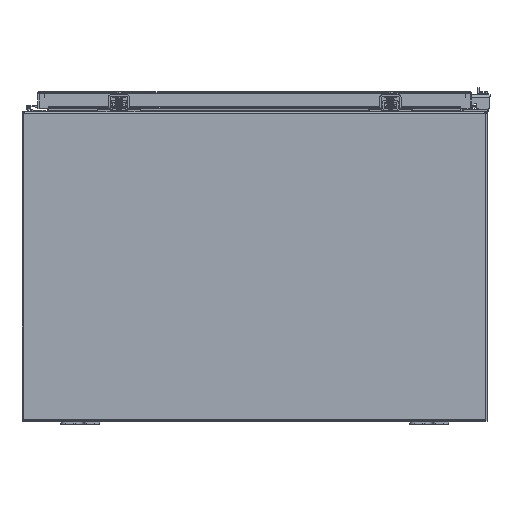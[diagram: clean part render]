
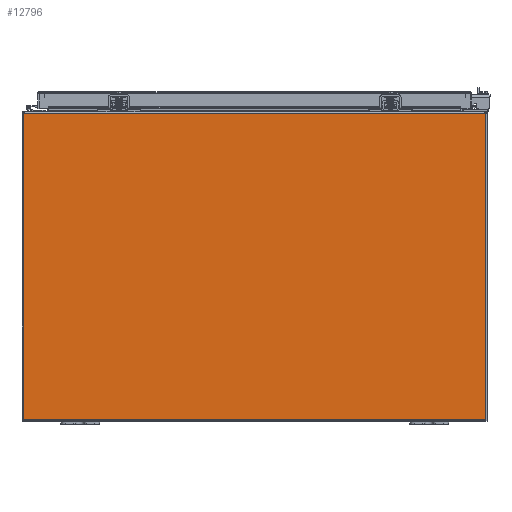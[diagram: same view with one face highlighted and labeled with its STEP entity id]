
A CAD part, front view. The second image highlights one B-rep face of the part: STEP entity #12796.
In plain terms, the highlighted planar face has unit normal (0, -1, 0).
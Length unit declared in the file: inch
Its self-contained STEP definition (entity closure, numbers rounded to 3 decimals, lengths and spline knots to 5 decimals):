
#1299=FACE_OUTER_BOUND('',#2011,.T.);
#2011=EDGE_LOOP('',(#8847,#8848,#8849,#8850,#8851,#8852));
#2747=LINE('',#18718,#3994);
#2761=LINE('',#18787,#4008);
#2835=LINE('',#19262,#4082);
#2871=LINE('',#19330,#4118);
#2877=LINE('',#19343,#4124);
#2882=LINE('',#19361,#4129);
#3994=VECTOR('',#14871,0.00601);
#4008=VECTOR('',#14895,0.00601);
#4082=VECTOR('',#15021,15.78525);
#4118=VECTOR('',#15111,23.8435);
#4124=VECTOR('',#15127,15.78525);
#4129=VECTOR('',#15150,23.852);
#5227=VERTEX_POINT('',#18656);
#5233=VERTEX_POINT('',#18707);
#5234=VERTEX_POINT('',#18717);
#5250=VERTEX_POINT('',#18785);
#5319=VERTEX_POINT('',#19261);
#5326=VERTEX_POINT('',#19341);
#6503=EDGE_CURVE('',#5234,#5227,#2747,.T.);
#6521=EDGE_CURVE('',#5233,#5250,#2761,.T.);
#6619=EDGE_CURVE('',#5234,#5319,#2835,.T.);
#6655=EDGE_CURVE('',#5227,#5233,#2871,.T.);
#6661=EDGE_CURVE('',#5326,#5250,#2877,.T.);
#6670=EDGE_CURVE('',#5326,#5319,#2882,.T.);
#8847=ORIENTED_EDGE('',*,*,#6503,.T.);
#8848=ORIENTED_EDGE('',*,*,#6655,.T.);
#8849=ORIENTED_EDGE('',*,*,#6521,.T.);
#8850=ORIENTED_EDGE('',*,*,#6661,.F.);
#8851=ORIENTED_EDGE('',*,*,#6670,.T.);
#8852=ORIENTED_EDGE('',*,*,#6619,.F.);
#11803=PLANE('',#13552);
#12796=ADVANCED_FACE('',(#1299),#11803,.F.);
#13552=AXIS2_PLACEMENT_3D('',#19375,#15166,#15167);
#14871=DIRECTION('',(-0.707,0.,0.707));
#14895=DIRECTION('',(-0.707,0.,-0.707));
#15021=DIRECTION('',(0.,0.,-1.));
#15111=DIRECTION('',(-1.,0.,0.));
#15127=DIRECTION('',(0.,0.,1.));
#15150=DIRECTION('',(1.,0.,0.));
#15166=DIRECTION('center_axis',(0.,1.,0.));
#15167=DIRECTION('ref_axis',(1.,0.,0.));
#18656=CARTESIAN_POINT('',(23.84775,0.,15.89475));
#18707=CARTESIAN_POINT('',(0.00425,0.,15.89475));
#18717=CARTESIAN_POINT('',(23.852,0.,15.8905));
#18718=CARTESIAN_POINT('',(28.55713,0.,11.18537));
#18785=CARTESIAN_POINT('',(0.,0.,
15.8905));
#18787=CARTESIAN_POINT('',(-4.05463,0.,11.83587));
#19261=CARTESIAN_POINT('',(23.852,0.,0.10525));
#19262=CARTESIAN_POINT('',(23.852,0.,-0.0278));
#19330=CARTESIAN_POINT('',(17.889,0.,15.89475));
#19341=CARTESIAN_POINT('',(0.,0.,0.10525));
#19343=CARTESIAN_POINT('',(0.,0.,0.10525));
#19361=CARTESIAN_POINT('',(11.926,0.,0.10525));
#19375=CARTESIAN_POINT('Origin',(11.926,0.,-14.85602));
